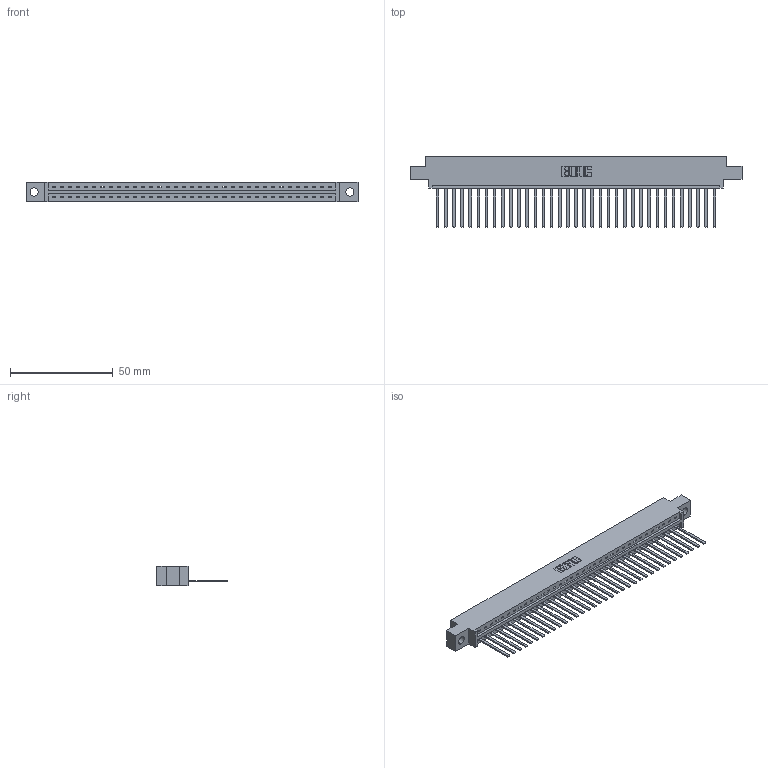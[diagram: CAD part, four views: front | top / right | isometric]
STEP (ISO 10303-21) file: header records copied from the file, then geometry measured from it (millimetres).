
FILE_DESCRIPTION (( 'STEP AP203' ), '1' );
FILE_NAME ('337-035-544-604.STEP', '2019-10-01T13:21:01', ( '' ), ( '' ), 'SwSTEP 2.0', 'SolidWorks 2016', '' );
FILE_SCHEMA (( 'CONFIG_CONTROL_DESIGN' ));
Length unit declared in the file: inch
Products named in the file (3): 337 Part_0.170 Offset - 0.156 Dia-TH; 345-292-001_345-293-144; 337-035-544-604
Assembly tree (36 placements, depth 2):
  337-035-544-604
    337 Part_0.170 Offset - 0.156 Dia-TH
    345-292-001_345-293-144  x35
Bounding box: 161.7 x 34.3 x 9.4 mm (x, y, z)
Volume: 16918 mm3; surface area: 18668.5 mm2
Topology: 36 solids, 36 shells, 2078 faces, 6273 edges, 4134 vertices
Faces by surface type: plane 1544, cylinder 534
Entity records: 26873 total; most frequent: CARTESIAN_POINT 4687, ORIENTED_EDGE 4658, DIRECTION 3955, EDGE_CURVE 2329, VECTOR 2205, LINE 2205, VERTEX_POINT 1550, AXIS2_PLACEMENT_3D 875
